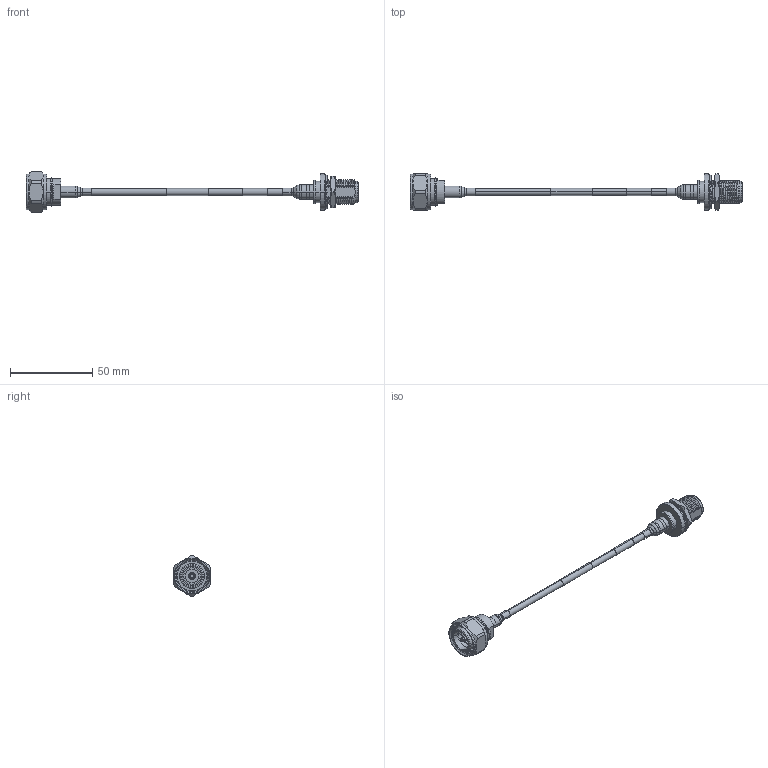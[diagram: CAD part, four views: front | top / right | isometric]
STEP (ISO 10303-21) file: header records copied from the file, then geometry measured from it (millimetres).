
FILE_DESCRIPTION (( 'STEP AP214' ), '1' );
FILE_NAME ('FMCA2497_3D.step', '2024-06-12T21:35:22', ( '' ), ( '' ), 'SwSTEP 2.0', 'SolidWorks 2022', '' );
FILE_SCHEMA (( 'AUTOMOTIVE_DESIGN' ));
Length unit declared in the file: inch
Products named in the file (6): TC-402-NF-BH-LP-PE; TFT-402-MA1; TFT-5G-402^FMCA2497_LABEL PE+FM; FMCA2497_3D; TC-402-4310M-LP-PE_no parts; TFT-402-MA1_1.5
Assembly tree (5 placements, depth 2):
  FMCA2497_3D
    TFT-5G-402^FMCA2497_LABEL PE+FM
    TFT-402-MA1
    TFT-402-MA1_1.5
    TC-402-NF-BH-LP-PE
    TC-402-4310M-LP-PE_no parts
Bounding box: 201.7 x 22 x 24.49 mm (x, y, z)
Volume: 12570.9 mm3; surface area: 12523 mm2
Topology: 10 solids, 10 shells, 541 faces, 1326 edges, 833 vertices
Faces by surface type: plane 163, cylinder 140, bspline 103, cone 95, torus 40
Entity records: 63502 total; most frequent: CARTESIAN_POINT 51030, ORIENTED_EDGE 2648, DIRECTION 2337, EDGE_CURVE 1324, AXIS2_PLACEMENT_3D 886, VERTEX_POINT 833, EDGE_LOOP 583, VECTOR 565
